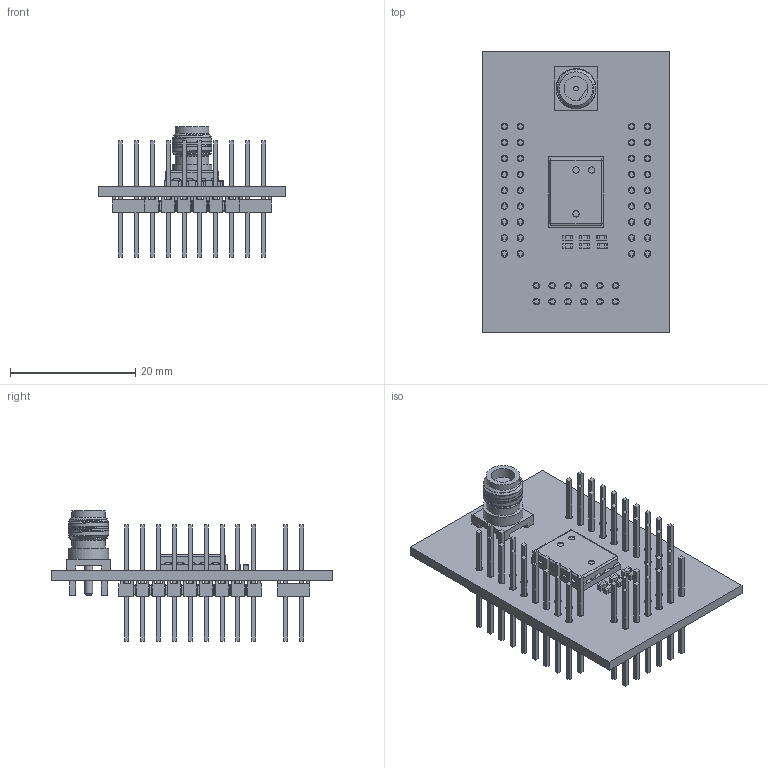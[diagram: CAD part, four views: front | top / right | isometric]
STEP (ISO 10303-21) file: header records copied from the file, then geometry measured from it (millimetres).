
FILE_DESCRIPTION(/* description */ ('Open CASCADE Model'),/* implementation_level */ '2;1');
FILE_NAME(/* name */ 'A4001495r2 v1.step',/* time_stamp */ '2024-09-18T14:37:52+02:00',/* author */ (''),/* organization */ (''),/* preprocessor_version */ 'ST-DEVELOPER v20',/* originating_system */ 'Autodesk Translation Framework v13.20.0.188',/* authorisation */ '');
FILE_SCHEMA (('AUTOMOTIVE_DESIGN { 1 0 10303 214 3 1 1 }'));
Length unit declared in the file: millimetre
Products named in the file (32): PCB; Board; Open CASCADE STEP translator 7.5 1.1.1; W2; W1; HMTSW-109-09-G-D-280; _HMTSW-109-09-G-D-280_body; _HMTSW-109-09-D-280; W3; HMTSW-106-09-G-D-280; _HMTSW-106-09-G-D-280_body; _HMTSW-106-09-D-280; C6; C5; C4; C3; C2; C1; 0603X09 SMD CAP; JK1; SMA_Stehend_Amph 132134RP-1; 1; 2; Free-Models; A4001514r2; Board_1; Open CASCADE STEP translator 6.8 1.1.1; M1; M5100203_r0; Open CASCADE STEP translator 7.5 1.12.1.3; 5222352928; Extruded
Assembly tree (37 placements, depth 5):
  PCB
    Board
      Open CASCADE STEP translator 7.5 1.1.1
    W2
      HMTSW-109-09-G-D-280
        _HMTSW-109-09-G-D-280_body
        _HMTSW-109-09-D-280
    W1
      HMTSW-109-09-G-D-280
        _HMTSW-109-09-G-D-280_body
        _HMTSW-109-09-D-280
    W3
      HMTSW-106-09-G-D-280
        _HMTSW-106-09-G-D-280_body
        _HMTSW-106-09-D-280
    C6
      0603X09 SMD CAP
    C5
      0603X09 SMD CAP
    C4
      0603X09 SMD CAP
    C3
      0603X09 SMD CAP
    C2
      0603X09 SMD CAP
    C1
      0603X09 SMD CAP
    JK1
      SMA_Stehend_Amph 132134RP-1
        1
        2
    Free-Models
      A4001514r2
        Board_1
          Open CASCADE STEP translator 6.8 1.1.1
        M1
          M5100203_r0
        Open CASCADE STEP translator 7.5 1.12.1.3
      5222352928
        Extruded
Bounding box: 30 x 45 x 20.78 mm (x, y, z)
Volume: 3135.7 mm3; surface area: 8313.2 mm2
Topology: 69 solids, 70 shells, 2675 faces, 6804 edges, 4256 vertices
Faces by surface type: plane 2353, cylinder 269, sphere 48, cone 3, bspline 2
Full cylindrical faces by diameter (mm): 0.7 x1, 0.762 x1, 1 x3, 1.05 x48, 1.27 x1, 1.5 x1, 1.7 x4, 3.81 x2, 5.359 x2, 6.35 x1
Entity records: 60185 total; most frequent: CARTESIAN_POINT 14899, ORIENTED_EDGE 8981, DIRECTION 8501, EDGE_CURVE 4496, LINE 4133, VECTOR 4133, VERTEX_POINT 2856, AXIS2_PLACEMENT_3D 2184
